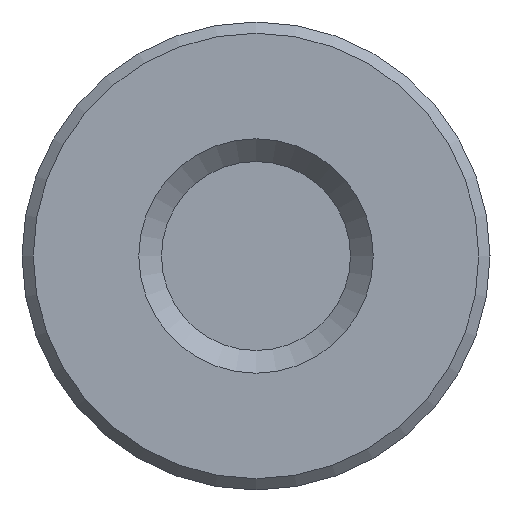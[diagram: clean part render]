
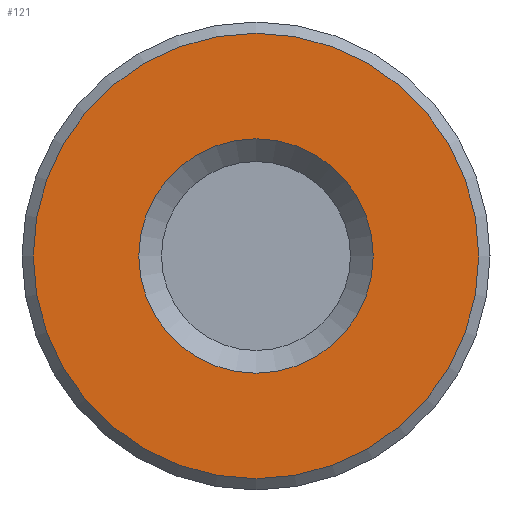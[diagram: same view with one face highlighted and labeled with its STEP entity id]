
A CAD part, left-side view. The second image highlights one B-rep face of the part: STEP entity #121.
In plain terms, the highlighted planar face has unit normal (-1, 0, 0).
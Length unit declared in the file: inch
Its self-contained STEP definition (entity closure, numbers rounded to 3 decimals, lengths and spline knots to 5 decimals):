
#27=ORIENTED_EDGE('',*,*,#47,.F.);
#28=ORIENTED_EDGE('',*,*,#48,.T.);
#47=EDGE_CURVE('',#57,#57,#67,.T.);
#48=EDGE_CURVE('',#58,#58,#68,.T.);
#57=VERTEX_POINT('',#213);
#58=VERTEX_POINT('',#215);
#67=CIRCLE('',#146,0.2975);
#68=CIRCLE('',#147,0.1565);
#77=EDGE_LOOP('',(#27));
#78=EDGE_LOOP('',(#28));
#97=FACE_BOUND('',#77,.T.);
#98=FACE_BOUND('',#78,.T.);
#117=PLANE('',#145);
#121=ADVANCED_FACE('',(#97,#98),#117,.F.);
#145=AXIS2_PLACEMENT_3D('',#211,#168,#169);
#146=AXIS2_PLACEMENT_3D('',#212,#170,#171);
#147=AXIS2_PLACEMENT_3D('',#214,#172,#173);
#168=DIRECTION('',(1.,0.,0.));
#169=DIRECTION('',(0.,0.,-1.));
#170=DIRECTION('',(1.,0.,0.));
#171=DIRECTION('',(0.,0.,-1.));
#172=DIRECTION('',(1.,0.,0.));
#173=DIRECTION('',(0.,0.,-1.));
#211=CARTESIAN_POINT('',(0.,0.,0.));
#212=CARTESIAN_POINT('',(0.,0.,0.));
#213=CARTESIAN_POINT('',(0.,0.,-0.2975));
#214=CARTESIAN_POINT('',(0.,0.,0.));
#215=CARTESIAN_POINT('',(0.,0.,-0.1565));
